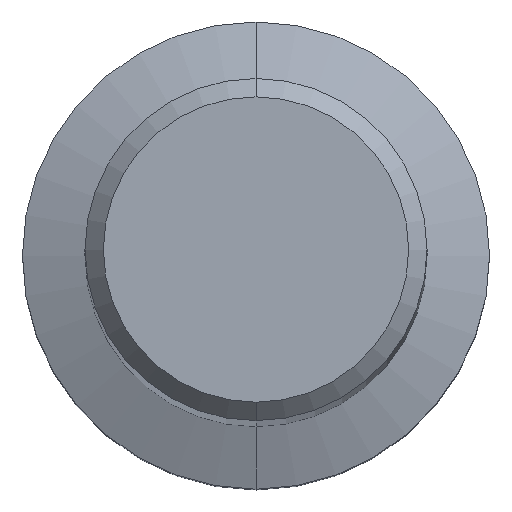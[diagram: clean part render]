
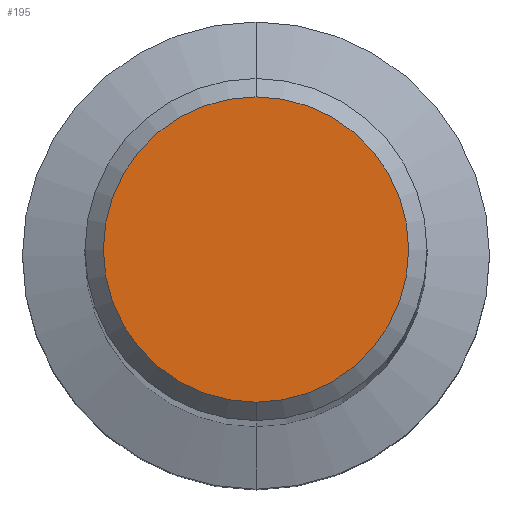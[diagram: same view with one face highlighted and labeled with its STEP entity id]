
A CAD part, top view. The second image highlights one B-rep face of the part: STEP entity #195.
In plain terms, the highlighted planar face has unit normal (0, 0, 1).
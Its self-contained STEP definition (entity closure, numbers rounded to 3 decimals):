
#127=VERTEX_POINT('',#326);
#155=EDGE_CURVE('',#127,#273,#357,.T.);
#195=ADVANCED_FACE('',(#405),#406,.T.);
#273=VERTEX_POINT('',#493);
#299=EDGE_CURVE('',#273,#127,#522,.T.);
#326=CARTESIAN_POINT('',(0.,-4.15,0.0));
#357=CIRCLE('',#586,4.15);
#405=FACE_OUTER_BOUND('',#643,.T.);
#406=PLANE('',#644);
#493=CARTESIAN_POINT('',(0.0,4.15,0.0));
#522=CIRCLE('',#795,4.15);
#586=AXIS2_PLACEMENT_3D('',#837,#838,#839);
#643=EDGE_LOOP('',(#917,#918));
#644=AXIS2_PLACEMENT_3D('',#919,#920,#921);
#795=AXIS2_PLACEMENT_3D('',#1060,#1061,#1062);
#837=CARTESIAN_POINT('',(0.0,0.0,0.0));
#838=DIRECTION('',(0.0,0.0,-1.0));
#839=DIRECTION('',(0.0,1.0,0.0));
#917=ORIENTED_EDGE('',*,*,#299,.F.);
#918=ORIENTED_EDGE('',*,*,#155,.F.);
#919=CARTESIAN_POINT('',(0.0,2.075,0.0));
#920=DIRECTION('',(-0.0,0.0,1.0));
#921=DIRECTION('',(0.0,-1.0,0.0));
#1060=CARTESIAN_POINT('',(0.0,0.0,0.0));
#1061=DIRECTION('',(0.0,0.0,-1.0));
#1062=DIRECTION('',(0.0,1.0,0.0));
